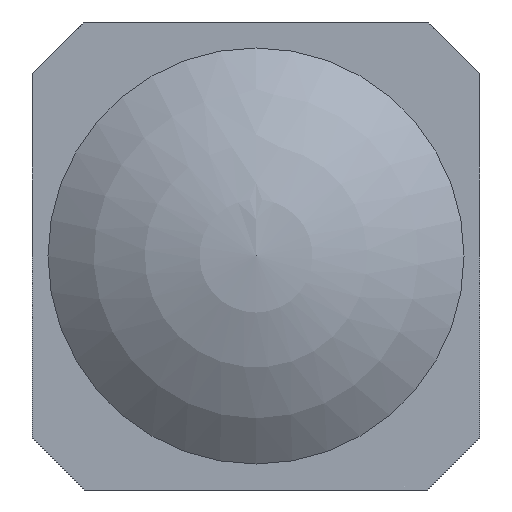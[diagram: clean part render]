
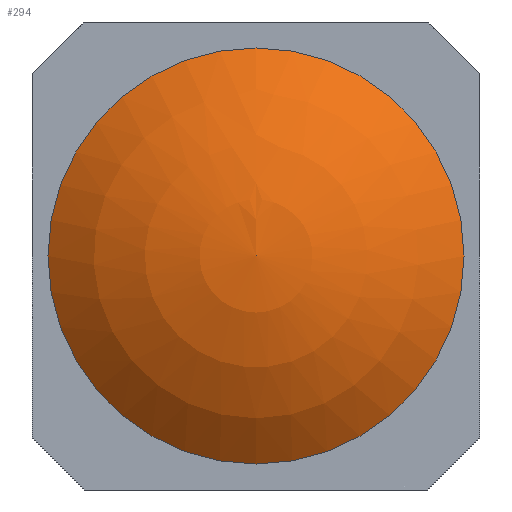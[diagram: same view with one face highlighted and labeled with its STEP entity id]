
A CAD part, front view. The second image highlights one B-rep face of the part: STEP entity #294.
In plain terms, the highlighted spherical face has radius 30 mm.
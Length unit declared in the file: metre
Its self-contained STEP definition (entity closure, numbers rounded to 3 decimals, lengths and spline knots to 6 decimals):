
#12=SPHERICAL_SURFACE('',#327,0.03);
#13=CIRCLE('',#312,0.02);
#87=ORIENTED_EDGE('',*,*,#100,.T.);
#100=EDGE_CURVE('',#137,#137,#13,.T.);
#137=VERTEX_POINT('',#436);
#237=EDGE_LOOP('',(#87));
#257=FACE_BOUND('',#237,.T.);
#294=ADVANCED_FACE('',(#257),#12,.T.);
#312=AXIS2_PLACEMENT_3D('',#435,#350,#351);
#327=AXIS2_PLACEMENT_3D('',#483,#404,#405);
#350=DIRECTION('',(0.,-1.,0.));
#351=DIRECTION('',(0.,0.,-1.));
#404=DIRECTION('',(0.,-1.,0.));
#405=DIRECTION('',(0.,0.,1.));
#435=CARTESIAN_POINT('',(0.,-0.035,0.));
#436=CARTESIAN_POINT('',(0.,-0.035,-0.02));
#483=CARTESIAN_POINT('',(0.,-0.012639,0.));
